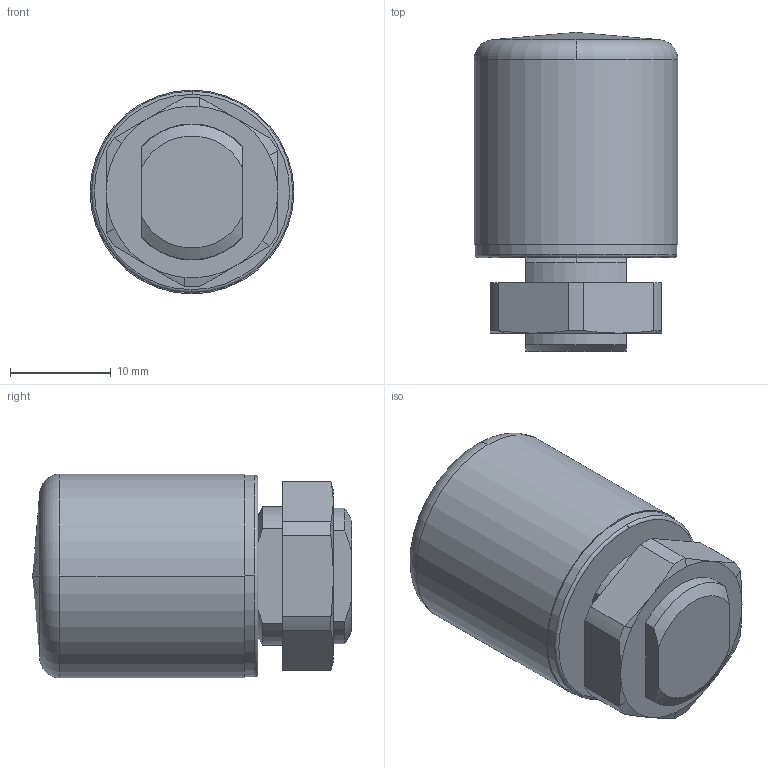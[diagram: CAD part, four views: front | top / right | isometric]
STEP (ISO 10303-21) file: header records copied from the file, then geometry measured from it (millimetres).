
FILE_DESCRIPTION (( 'STEP AP203' ), '1' );
FILE_NAME ('BNHG1-0S-L.step', '2021-11-30T13:52:09', ( '' ), ( '' ), 'SwSTEP 2.0', 'SolidWorks 2021', '' );
FILE_SCHEMA (( 'CONFIG_CONTROL_DESIGN' ));
Length unit declared in the file: inch
Products named in the file (1): BNHG1-0S-L
Bounding box: 20.2 x 31.62 x 20.2 mm (x, y, z)
Volume: 8661.3 mm3; surface area: 2670.4 mm2
Topology: 1 solids, 1 shells, 53 faces, 132 edges, 83 vertices
Faces by surface type: cone 24, plane 15, cylinder 10, torus 4
Entity records: 1629 total; most frequent: CARTESIAN_POINT 323, DIRECTION 272, ORIENTED_EDGE 260, EDGE_CURVE 130, AXIS2_PLACEMENT_3D 116, VERTEX_POINT 83, CIRCLE 62, EDGE_LOOP 57
